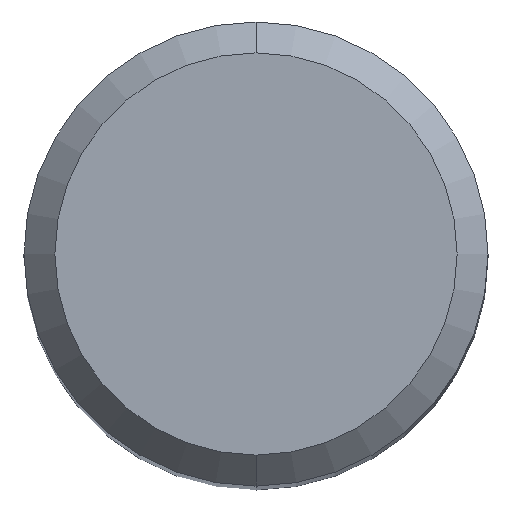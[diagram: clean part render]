
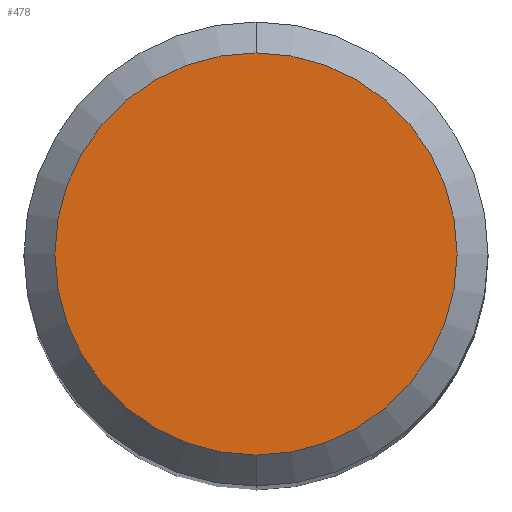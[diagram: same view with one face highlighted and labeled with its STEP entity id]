
A CAD part, top view. The second image highlights one B-rep face of the part: STEP entity #478.
In plain terms, the highlighted planar face has unit normal (0, 0, 1).
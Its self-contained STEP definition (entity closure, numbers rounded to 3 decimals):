
#242=EDGE_CURVE('',#310,#356,#578,.T.);
#310=VERTEX_POINT('',#654);
#356=VERTEX_POINT('',#705);
#448=EDGE_CURVE('',#356,#310,#809,.T.);
#478=ADVANCED_FACE('',(#846),#847,.T.);
#578=CIRCLE('',#1009,2.6);
#654=CARTESIAN_POINT('',(0.,-2.6,0.0));
#705=CARTESIAN_POINT('',(0.0,2.6,0.0));
#809=CIRCLE('',#1435,2.6);
#846=FACE_OUTER_BOUND('',#1506,.T.);
#847=PLANE('',#1507);
#1009=AXIS2_PLACEMENT_3D('',#1598,#1599,#1600);
#1435=AXIS2_PLACEMENT_3D('',#1883,#1884,#1885);
#1506=EDGE_LOOP('',(#1937,#1938));
#1507=AXIS2_PLACEMENT_3D('',#1939,#1940,#1941);
#1598=CARTESIAN_POINT('',(0.0,0.0,0.0));
#1599=DIRECTION('',(0.0,0.0,-1.0));
#1600=DIRECTION('',(0.0,1.0,0.0));
#1883=CARTESIAN_POINT('',(0.0,0.0,0.0));
#1884=DIRECTION('',(0.0,0.0,-1.0));
#1885=DIRECTION('',(0.0,1.0,0.0));
#1937=ORIENTED_EDGE('',*,*,#448,.F.);
#1938=ORIENTED_EDGE('',*,*,#242,.F.);
#1939=CARTESIAN_POINT('',(0.0,1.3,0.0));
#1940=DIRECTION('',(-0.0,0.0,1.0));
#1941=DIRECTION('',(0.0,-1.0,0.0));
